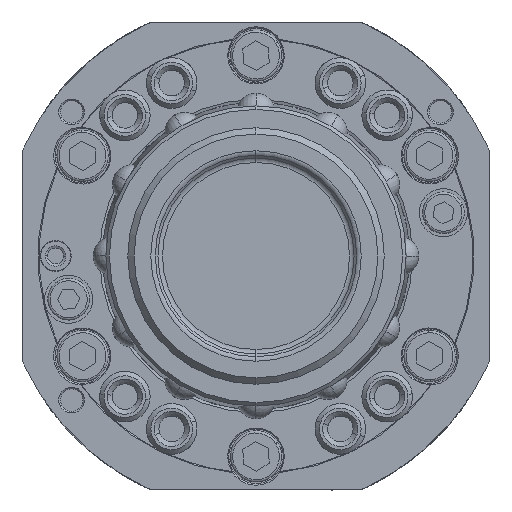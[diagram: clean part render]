
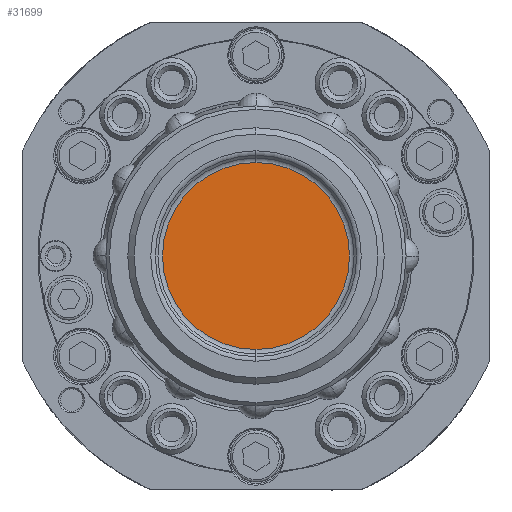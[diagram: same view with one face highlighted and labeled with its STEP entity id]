
A CAD part, front view. The second image highlights one B-rep face of the part: STEP entity #31699.
In plain terms, the highlighted planar face has unit normal (0, -1, 0).
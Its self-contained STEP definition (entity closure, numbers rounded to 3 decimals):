
#1939 = VERTEX_POINT ( 'NONE', #32544 ) ;
#4965 = DIRECTION ( 'NONE',  ( 0., 0., 1. ) ) ;
#5515 = EDGE_LOOP ( 'NONE', ( #41490, #32075 ) ) ;
#12400 = DIRECTION ( 'NONE',  ( 0., 1., 0. ) ) ;
#13168 = AXIS2_PLACEMENT_3D ( 'NONE', #44216, #20834, #48122 ) ;
#19079 = EDGE_CURVE ( 'NONE', #1939, #26886, #36999, .T. ) ;
#20834 = DIRECTION ( 'NONE',  ( 0., 1., 0. ) ) ;
#21250 = FACE_OUTER_BOUND ( 'NONE', #5515, .T. ) ;
#26886 = VERTEX_POINT ( 'NONE', #40393 ) ;
#28276 = DIRECTION ( 'NONE',  ( 0., 1., 0. ) ) ;
#31699 = ADVANCED_FACE ( 'NONE', ( #21250 ), #32057, .F. ) ;
#32057 = PLANE ( 'NONE',  #34323 ) ;
#32075 = ORIENTED_EDGE ( 'NONE', *, *, #19079, .F. ) ;
#32544 = CARTESIAN_POINT ( 'NONE',  ( 0., -54.8, -29.172 ) ) ;
#34323 = AXIS2_PLACEMENT_3D ( 'NONE', #47787, #28276, #4965 ) ;
#35747 = CARTESIAN_POINT ( 'NONE',  ( 0., -54.8, 0. ) ) ;
#36435 = EDGE_CURVE ( 'NONE', #26886, #1939, #47289, .T. ) ;
#36999 = CIRCLE ( 'NONE', #37301, 29.172 ) ;
#37301 = AXIS2_PLACEMENT_3D ( 'NONE', #35747, #12400, #39680 ) ;
#39680 = DIRECTION ( 'NONE',  ( 0., 0., 1. ) ) ;
#40393 = CARTESIAN_POINT ( 'NONE',  ( 0., -54.8, 29.172 ) ) ;
#41490 = ORIENTED_EDGE ( 'NONE', *, *, #36435, .F. ) ;
#44216 = CARTESIAN_POINT ( 'NONE',  ( 0., -54.8, 0. ) ) ;
#47289 = CIRCLE ( 'NONE', #13168, 29.172 ) ;
#47787 = CARTESIAN_POINT ( 'NONE',  ( 29.172, -54.8, 0. ) ) ;
#48122 = DIRECTION ( 'NONE',  ( 0., 0., 1. ) ) ;
